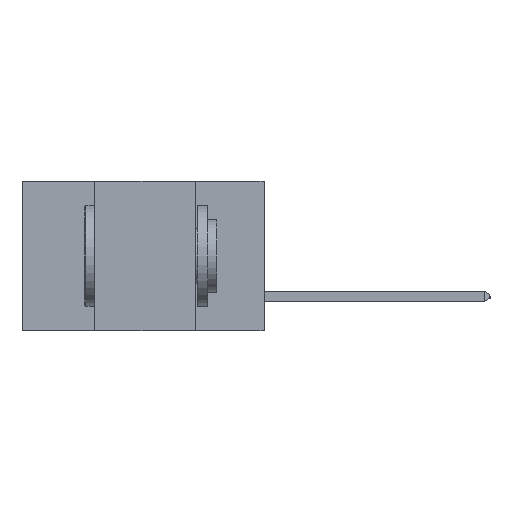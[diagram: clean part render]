
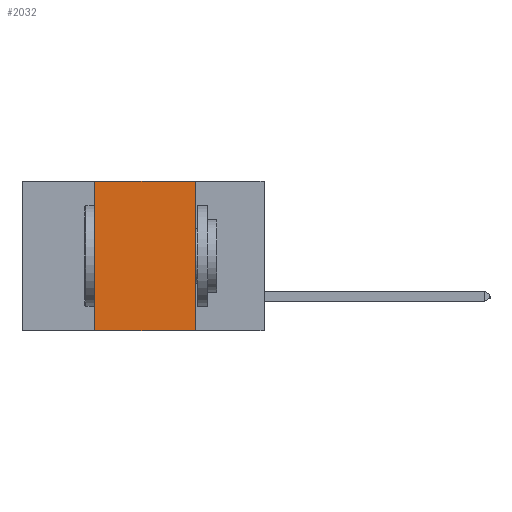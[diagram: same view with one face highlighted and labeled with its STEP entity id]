
A CAD part, left-side view. The second image highlights one B-rep face of the part: STEP entity #2032.
In plain terms, the highlighted planar face has unit normal (-1, 0, 0).
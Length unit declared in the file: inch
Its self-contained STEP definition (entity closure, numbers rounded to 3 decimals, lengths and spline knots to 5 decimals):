
#93 = CARTESIAN_POINT ( 'NONE',  ( 0., 0.42, 0. ) ) ;
#233 = EDGE_CURVE ( 'NONE', #12770, #15577, #341, .T. ) ;
#341 = LINE ( 'NONE', #93, #9820 ) ;
#987 = EDGE_CURVE ( 'NONE', #5960, #2033, #9193, .T. ) ;
#1262 = CARTESIAN_POINT ( 'NONE',  ( 0., 0.17, -0.37 ) ) ;
#2032 = ADVANCED_FACE ( 'NONE', ( #12202 ), #4071, .F. ) ;
#2033 = VERTEX_POINT ( 'NONE', #1262 ) ;
#2162 = EDGE_CURVE ( 'NONE', #12770, #2033, #15501, .T. ) ;
#2707 = DIRECTION ( 'NONE',  ( 0., -1., 0. ) ) ;
#3021 = ORIENTED_EDGE ( 'NONE', *, *, #2162, .T. ) ;
#3365 = CARTESIAN_POINT ( 'NONE',  ( 0., 0.42, -0.37 ) ) ;
#3876 = DIRECTION ( 'NONE',  ( 0., -1., 0. ) ) ;
#4044 = EDGE_LOOP ( 'NONE', ( #15560, #15169, #6599, #3021 ) ) ;
#4071 = PLANE ( 'NONE',  #11970 ) ;
#4381 = CARTESIAN_POINT ( 'NONE',  ( 0., 0.17, 0. ) ) ;
#5066 = VECTOR ( 'NONE', #3876, 39.37008 ) ;
#5929 = DIRECTION ( 'NONE',  ( 0., 0., -1. ) ) ;
#5960 = VERTEX_POINT ( 'NONE', #4381 ) ;
#6599 = ORIENTED_EDGE ( 'NONE', *, *, #233, .F. ) ;
#6789 = DIRECTION ( 'NONE',  ( 0., 0., 1. ) ) ;
#9193 = LINE ( 'NONE', #10059, #15739 ) ;
#9306 = CARTESIAN_POINT ( 'NONE',  ( 0., 0.6, 0. ) ) ;
#9820 = VECTOR ( 'NONE', #6789, 39.37008 ) ;
#10059 = CARTESIAN_POINT ( 'NONE',  ( 0., 0.17, 0. ) ) ;
#10605 = CARTESIAN_POINT ( 'NONE',  ( 0., 0.6, 0. ) ) ;
#10671 = DIRECTION ( 'NONE',  ( 0., 0., -1. ) ) ;
#11067 = VECTOR ( 'NONE', #2707, 39.37008 ) ;
#11890 = DIRECTION ( 'NONE',  ( 1., 0., 0. ) ) ;
#11970 = AXIS2_PLACEMENT_3D ( 'NONE', #10605, #11890, #10671 ) ;
#12202 = FACE_OUTER_BOUND ( 'NONE', #4044, .T. ) ;
#12770 = VERTEX_POINT ( 'NONE', #3365 ) ;
#14021 = EDGE_CURVE ( 'NONE', #15577, #5960, #14576, .T. ) ;
#14576 = LINE ( 'NONE', #9306, #11067 ) ;
#15169 = ORIENTED_EDGE ( 'NONE', *, *, #14021, .F. ) ;
#15501 = LINE ( 'NONE', #16363, #5066 ) ;
#15560 = ORIENTED_EDGE ( 'NONE', *, *, #987, .F. ) ;
#15577 = VERTEX_POINT ( 'NONE', #16325 ) ;
#15739 = VECTOR ( 'NONE', #5929, 39.37008 ) ;
#16325 = CARTESIAN_POINT ( 'NONE',  ( 0., 0.42, 0. ) ) ;
#16363 = CARTESIAN_POINT ( 'NONE',  ( 0., 0.6, -0.37 ) ) ;
